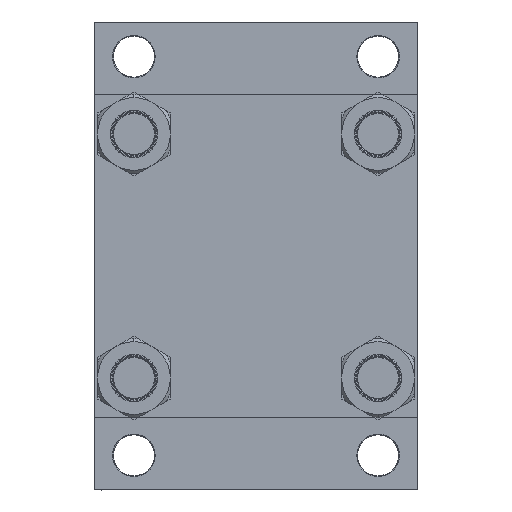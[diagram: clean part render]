
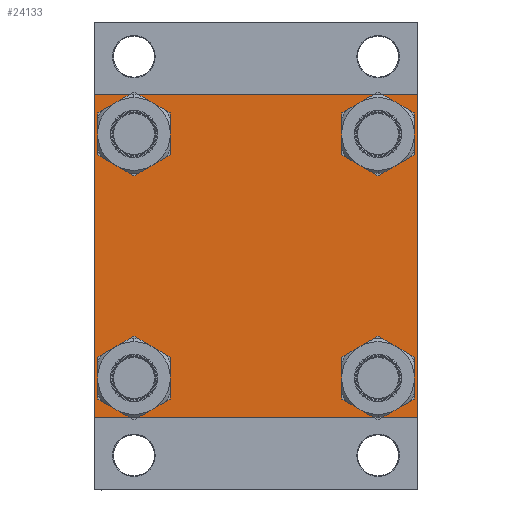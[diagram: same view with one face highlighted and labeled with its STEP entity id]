
A CAD part, left-side view. The second image highlights one B-rep face of the part: STEP entity #24133.
In plain terms, the highlighted planar face has unit normal (-1, 0, 0).
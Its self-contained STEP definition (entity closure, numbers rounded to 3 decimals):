
#304 = ORIENTED_EDGE ( 'NONE', *, *, #10535, .T. ) ;
#362 = CARTESIAN_POINT ( 'NONE',  ( 0., -77.45, -63.45 ) ) ;
#414 = EDGE_CURVE ( 'NONE', #8543, #7230, #2696, .T. ) ;
#444 = AXIS2_PLACEMENT_3D ( 'NONE', #24314, #46801, #24555 ) ;
#1642 = ORIENTED_EDGE ( 'NONE', *, *, #31492, .F. ) ;
#2292 = CARTESIAN_POINT ( 'NONE',  ( 0., 102.5, 102.5 ) ) ;
#2305 = AXIS2_PLACEMENT_3D ( 'NONE', #36383, #30912, #6006 ) ;
#2464 = CIRCLE ( 'NONE', #11052, 14. ) ;
#2470 = EDGE_CURVE ( 'NONE', #16053, #10329, #46172, .T. ) ;
#2696 = LINE ( 'NONE', #39681, #25229 ) ;
#2731 = CARTESIAN_POINT ( 'NONE',  ( 0., 77.45, -77.45 ) ) ;
#3499 = CARTESIAN_POINT ( 'NONE',  ( 0., 102.5, 102. ) ) ;
#3579 = DIRECTION ( 'NONE',  ( 1., 0., 0. ) ) ;
#4098 = VERTEX_POINT ( 'NONE', #21480 ) ;
#4466 = VERTEX_POINT ( 'NONE', #42219 ) ;
#4618 = DIRECTION ( 'NONE',  ( 0., 0., -1. ) ) ;
#4861 = VECTOR ( 'NONE', #45658, 1000. ) ;
#4871 = VERTEX_POINT ( 'NONE', #13536 ) ;
#4972 = VERTEX_POINT ( 'NONE', #40099 ) ;
#5039 = CARTESIAN_POINT ( 'NONE',  ( 0., -102.5, 102. ) ) ;
#5411 = VECTOR ( 'NONE', #36605, 1000. ) ;
#6006 = DIRECTION ( 'NONE',  ( 0., 0., 1. ) ) ;
#6477 = EDGE_CURVE ( 'NONE', #8543, #8988, #32737, .T. ) ;
#6592 = DIRECTION ( 'NONE',  ( -1., 0., 0. ) ) ;
#6786 = ORIENTED_EDGE ( 'NONE', *, *, #17175, .T. ) ;
#7175 = ORIENTED_EDGE ( 'NONE', *, *, #2470, .T. ) ;
#7230 = VERTEX_POINT ( 'NONE', #16849 ) ;
#7483 = EDGE_CURVE ( 'NONE', #34972, #7230, #41760, .T. ) ;
#7824 = VERTEX_POINT ( 'NONE', #11756 ) ;
#8235 = VERTEX_POINT ( 'NONE', #28332 ) ;
#8365 = ORIENTED_EDGE ( 'NONE', *, *, #11798, .T. ) ;
#8543 = VERTEX_POINT ( 'NONE', #29654 ) ;
#8988 = VERTEX_POINT ( 'NONE', #3499 ) ;
#9658 = EDGE_CURVE ( 'NONE', #46987, #27952, #42435, .T. ) ;
#9959 = CIRCLE ( 'NONE', #19207, 14. ) ;
#10329 = VERTEX_POINT ( 'NONE', #362 ) ;
#10535 = EDGE_CURVE ( 'NONE', #8988, #44959, #20906, .T. ) ;
#11052 = AXIS2_PLACEMENT_3D ( 'NONE', #14372, #35649, #32731 ) ;
#11221 = ORIENTED_EDGE ( 'NONE', *, *, #24983, .T. ) ;
#11365 = CIRCLE ( 'NONE', #17556, 14. ) ;
#11756 = CARTESIAN_POINT ( 'NONE',  ( 0., 77.45, 63.45 ) ) ;
#11798 = EDGE_CURVE ( 'NONE', #4466, #7824, #26828, .T. ) ;
#12183 = AXIS2_PLACEMENT_3D ( 'NONE', #35531, #32134, #39160 ) ;
#13394 = DIRECTION ( 'NONE',  ( 1., 0., 0. ) ) ;
#13536 = CARTESIAN_POINT ( 'NONE',  ( 0., 77.45, -63.45 ) ) ;
#13876 = PLANE ( 'NONE',  #30031 ) ;
#14192 = ORIENTED_EDGE ( 'NONE', *, *, #36521, .T. ) ;
#14372 = CARTESIAN_POINT ( 'NONE',  ( 0., -77.45, 77.45 ) ) ;
#14485 = EDGE_LOOP ( 'NONE', ( #24813, #46377 ) ) ;
#14954 = CARTESIAN_POINT ( 'NONE',  ( 0., 77.45, 77.45 ) ) ;
#15111 = CARTESIAN_POINT ( 'NONE',  ( 0., -77.45, -91.45 ) ) ;
#15894 = CIRCLE ( 'NONE', #444, 14. ) ;
#16053 = VERTEX_POINT ( 'NONE', #15111 ) ;
#16319 = DIRECTION ( 'NONE',  ( 0., 0., 1. ) ) ;
#16849 = CARTESIAN_POINT ( 'NONE',  ( 0., -102., 102.5 ) ) ;
#16925 = CARTESIAN_POINT ( 'NONE',  ( 0., 102.5, -102. ) ) ;
#16940 = AXIS2_PLACEMENT_3D ( 'NONE', #19928, #34662, #16319 ) ;
#17175 = EDGE_CURVE ( 'NONE', #7824, #4466, #11365, .T. ) ;
#17457 = DIRECTION ( 'NONE',  ( 0., -1., 0. ) ) ;
#17556 = AXIS2_PLACEMENT_3D ( 'NONE', #14954, #3579, #33065 ) ;
#17743 = DIRECTION ( 'NONE',  ( 0., 0., 1. ) ) ;
#18056 = VECTOR ( 'NONE', #20639, 1000. ) ;
#18289 = ORIENTED_EDGE ( 'NONE', *, *, #33301, .T. ) ;
#18428 = EDGE_LOOP ( 'NONE', ( #8365, #6786 ) ) ;
#19070 = ORIENTED_EDGE ( 'NONE', *, *, #9658, .T. ) ;
#19207 = AXIS2_PLACEMENT_3D ( 'NONE', #2731, #13394, #24963 ) ;
#19530 = LINE ( 'NONE', #41754, #47056 ) ;
#19928 = CARTESIAN_POINT ( 'NONE',  ( 0., 77.45, -77.45 ) ) ;
#20015 = EDGE_CURVE ( 'NONE', #4871, #8235, #9959, .T. ) ;
#20097 = EDGE_LOOP ( 'NONE', ( #304, #14192, #33499, #11221, #1642, #20454, #21732, #30447 ) ) ;
#20454 = ORIENTED_EDGE ( 'NONE', *, *, #7483, .T. ) ;
#20639 = DIRECTION ( 'NONE',  ( 0., -1., 0. ) ) ;
#20906 = LINE ( 'NONE', #2292, #23170 ) ;
#21116 = LINE ( 'NONE', #39009, #18056 ) ;
#21352 = FACE_BOUND ( 'NONE', #14485, .T. ) ;
#21480 = CARTESIAN_POINT ( 'NONE',  ( 0., -102., -102.5 ) ) ;
#21732 = ORIENTED_EDGE ( 'NONE', *, *, #414, .F. ) ;
#22501 = CARTESIAN_POINT ( 'NONE',  ( 0., -77.45, 91.45 ) ) ;
#23170 = VECTOR ( 'NONE', #25210, 1000. ) ;
#23463 = LINE ( 'NONE', #44519, #27943 ) ;
#24032 = EDGE_CURVE ( 'NONE', #8235, #4871, #47017, .T. ) ;
#24133 = ADVANCED_FACE ( 'NONE', ( #24500, #32226, #21352, #39490, #42647 ), #13876, .T. ) ;
#24314 = CARTESIAN_POINT ( 'NONE',  ( 0., -77.45, -77.45 ) ) ;
#24500 = FACE_BOUND ( 'NONE', #43260, .T. ) ;
#24555 = DIRECTION ( 'NONE',  ( 0., 0., 1. ) ) ;
#24813 = ORIENTED_EDGE ( 'NONE', *, *, #20015, .T. ) ;
#24963 = DIRECTION ( 'NONE',  ( 0., 0., 1. ) ) ;
#24983 = EDGE_CURVE ( 'NONE', #4098, #39354, #19530, .T. ) ;
#25122 = EDGE_LOOP ( 'NONE', ( #42313, #7175 ) ) ;
#25210 = DIRECTION ( 'NONE',  ( 0., 0., -1. ) ) ;
#25229 = VECTOR ( 'NONE', #17457, 1000. ) ;
#26828 = CIRCLE ( 'NONE', #12183, 14. ) ;
#27943 = VECTOR ( 'NONE', #4618, 1000. ) ;
#27952 = VERTEX_POINT ( 'NONE', #22501 ) ;
#28332 = CARTESIAN_POINT ( 'NONE',  ( 0., 77.45, -91.45 ) ) ;
#29532 = CARTESIAN_POINT ( 'NONE',  ( 0., 102.25, -102.25 ) ) ;
#29654 = CARTESIAN_POINT ( 'NONE',  ( 0., 102., 102.5 ) ) ;
#30031 = AXIS2_PLACEMENT_3D ( 'NONE', #35385, #6592, #17743 ) ;
#30447 = ORIENTED_EDGE ( 'NONE', *, *, #6477, .T. ) ;
#30912 = DIRECTION ( 'NONE',  ( 1., 0., 0. ) ) ;
#31492 = EDGE_CURVE ( 'NONE', #34972, #39354, #23463, .T. ) ;
#32134 = DIRECTION ( 'NONE',  ( 1., 0., 0. ) ) ;
#32226 = FACE_BOUND ( 'NONE', #25122, .T. ) ;
#32731 = DIRECTION ( 'NONE',  ( 0., 0., 1. ) ) ;
#32737 = LINE ( 'NONE', #35877, #5411 ) ;
#33065 = DIRECTION ( 'NONE',  ( 0., 0., 1. ) ) ;
#33301 = EDGE_CURVE ( 'NONE', #27952, #46987, #2464, .T. ) ;
#33499 = ORIENTED_EDGE ( 'NONE', *, *, #38362, .T. ) ;
#34462 = DIRECTION ( 'NONE',  ( 1., 0., 0. ) ) ;
#34496 = CARTESIAN_POINT ( 'NONE',  ( 0., -102.25, 102.25 ) ) ;
#34662 = DIRECTION ( 'NONE',  ( 1., 0., 0. ) ) ;
#34972 = VERTEX_POINT ( 'NONE', #5039 ) ;
#35385 = CARTESIAN_POINT ( 'NONE',  ( 0., 0., 0. ) ) ;
#35531 = CARTESIAN_POINT ( 'NONE',  ( 0., 77.45, 77.45 ) ) ;
#35649 = DIRECTION ( 'NONE',  ( 1., 0., 0. ) ) ;
#35877 = CARTESIAN_POINT ( 'NONE',  ( 0., 102.25, 102.25 ) ) ;
#36383 = CARTESIAN_POINT ( 'NONE',  ( 0., -77.45, 77.45 ) ) ;
#36521 = EDGE_CURVE ( 'NONE', #44959, #4972, #37031, .T. ) ;
#36605 = DIRECTION ( 'NONE',  ( 0., 0.707, -0.707 ) ) ;
#36680 = CARTESIAN_POINT ( 'NONE',  ( 0., -102.5, -102. ) ) ;
#37031 = LINE ( 'NONE', #29532, #4861 ) ;
#38341 = CARTESIAN_POINT ( 'NONE',  ( 0., -77.45, -77.45 ) ) ;
#38362 = EDGE_CURVE ( 'NONE', #4972, #4098, #21116, .T. ) ;
#38629 = DIRECTION ( 'NONE',  ( 0., 0.707, 0.707 ) ) ;
#39009 = CARTESIAN_POINT ( 'NONE',  ( 0., 102.5, -102.5 ) ) ;
#39160 = DIRECTION ( 'NONE',  ( 0., 0., 1. ) ) ;
#39210 = CARTESIAN_POINT ( 'NONE',  ( 0., -77.45, 63.45 ) ) ;
#39354 = VERTEX_POINT ( 'NONE', #36680 ) ;
#39490 = FACE_BOUND ( 'NONE', #18428, .T. ) ;
#39681 = CARTESIAN_POINT ( 'NONE',  ( 0., 102.5, 102.5 ) ) ;
#40099 = CARTESIAN_POINT ( 'NONE',  ( 0., 102., -102.5 ) ) ;
#41754 = CARTESIAN_POINT ( 'NONE',  ( 0., -102.25, -102.25 ) ) ;
#41760 = LINE ( 'NONE', #34496, #43166 ) ;
#41970 = DIRECTION ( 'NONE',  ( 0., 0., 1. ) ) ;
#42192 = EDGE_CURVE ( 'NONE', #10329, #16053, #15894, .T. ) ;
#42219 = CARTESIAN_POINT ( 'NONE',  ( 0., 77.45, 91.45 ) ) ;
#42313 = ORIENTED_EDGE ( 'NONE', *, *, #42192, .T. ) ;
#42435 = CIRCLE ( 'NONE', #2305, 14. ) ;
#42647 = FACE_OUTER_BOUND ( 'NONE', #20097, .T. ) ;
#43145 = DIRECTION ( 'NONE',  ( 0., -0.707, 0.707 ) ) ;
#43166 = VECTOR ( 'NONE', #38629, 1000. ) ;
#43260 = EDGE_LOOP ( 'NONE', ( #18289, #19070 ) ) ;
#44519 = CARTESIAN_POINT ( 'NONE',  ( 0., -102.5, 102.5 ) ) ;
#44959 = VERTEX_POINT ( 'NONE', #16925 ) ;
#45402 = AXIS2_PLACEMENT_3D ( 'NONE', #38341, #34462, #41970 ) ;
#45658 = DIRECTION ( 'NONE',  ( 0., -0.707, -0.707 ) ) ;
#46172 = CIRCLE ( 'NONE', #45402, 14. ) ;
#46377 = ORIENTED_EDGE ( 'NONE', *, *, #24032, .T. ) ;
#46801 = DIRECTION ( 'NONE',  ( 1., 0., 0. ) ) ;
#46987 = VERTEX_POINT ( 'NONE', #39210 ) ;
#47017 = CIRCLE ( 'NONE', #16940, 14. ) ;
#47056 = VECTOR ( 'NONE', #43145, 1000. ) ;
